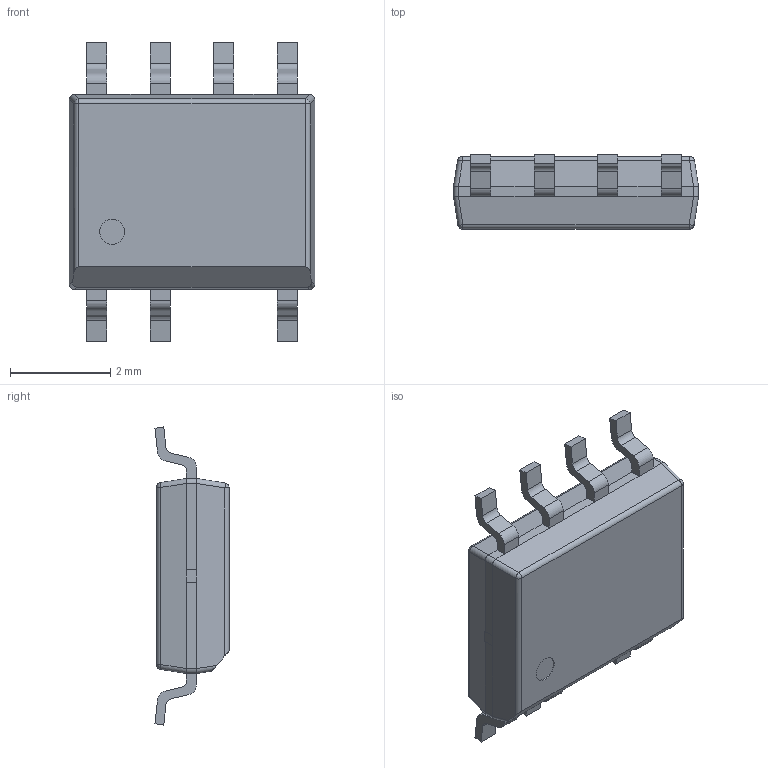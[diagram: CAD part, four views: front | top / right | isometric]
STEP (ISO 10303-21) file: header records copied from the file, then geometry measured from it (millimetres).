
FILE_DESCRIPTION(/* description */ ('Unknown'),/* implementation_level */ '2;1');
FILE_NAME(/* name */ 'SOP-7L ',/* time_stamp */ '2023-06-09T11:31:11+08:00',/* author */ ('Unknown'),/* organization */ ('Unknown'),/* preprocessor_version */ 'ST-DEVELOPER v18.102',/* originating_system */ 'Solid Edge',/* authorisation */ 'Unknown');
FILE_SCHEMA (('AUTOMOTIVE_DESIGN {1 0 10303 214 3 1 1}'));
Length unit declared in the file: millimetre
Products named in the file (4): SOP-7L ; LDF3; LDF2; Compound
Assembly tree (3 placements, depth 2):
  SOP-7L 
    LDF3
    LDF2
    Compound
Bounding box: 4.9 x 1.48 x 5.96 mm (x, y, z)
Volume: 27 mm3; surface area: 129.6 mm2
Topology: 14 solids, 14 shells, 320 faces, 861 edges, 558 vertices
Faces by surface type: plane 266, cylinder 48, sphere 6
Full cylindrical faces by diameter (mm): 0.5 x1
Entity records: 10687 total; most frequent: CARTESIAN_POINT 1736, ORIENTED_EDGE 1708, DIRECTION 1606, EDGE_CURVE 854, LINE 750, VECTOR 750, VERTEX_POINT 558, AXIS2_PLACEMENT_3D 428
